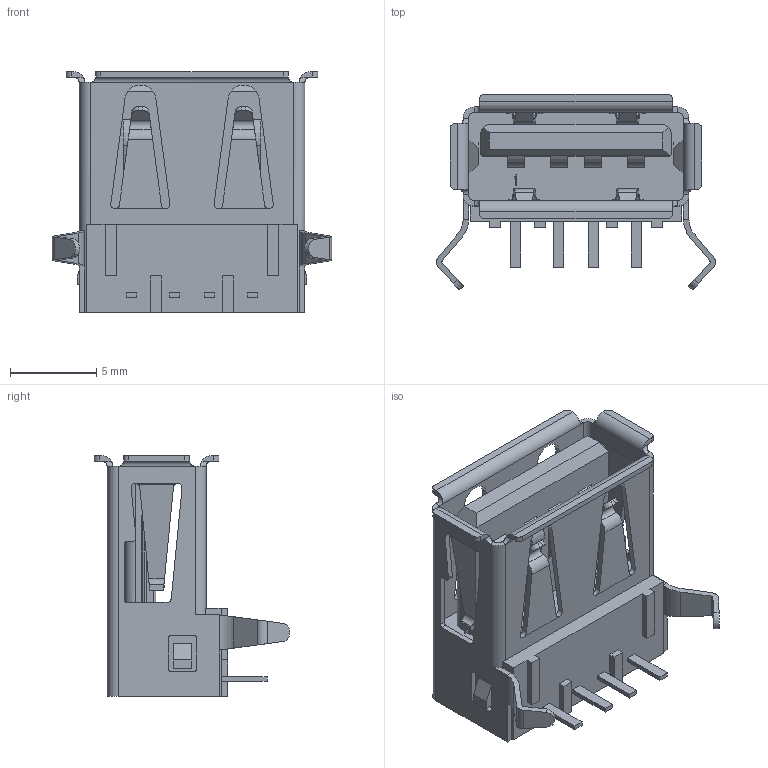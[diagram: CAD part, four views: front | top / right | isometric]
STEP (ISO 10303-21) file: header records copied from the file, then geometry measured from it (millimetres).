
FILE_DESCRIPTION((''),'2;1');
FILE_NAME('C-292303-2','2017-07-20T',('workeradm'),('Tyco Electronics Ltd.'),'CREO PARAMETRIC BY PTC INC, 2016050','CREO PARAMETRIC BY PTC INC, 2016050','');
FILE_SCHEMA(('AUTOMOTIVE_DESIGN { 1 0 10303 214 1 1 1 1 }'));
Length unit declared in the file: millimetre
Products named in the file (1): C-292303-2
Bounding box: 16.23 x 11.37 x 14 mm (x, y, z)
Volume: 710.9 mm3; surface area: 1294.1 mm2
Topology: 1 solids, 1 shells, 339 faces, 921 edges, 598 vertices
Faces by surface type: plane 215, cylinder 118, bspline 6
Entity records: 11966 total; most frequent: CARTESIAN_POINT 3403, ORIENTED_EDGE 1842, DIRECTION 1579, EDGE_CURVE 921, VECTOR 649, LINE 649, VERTEX_POINT 598, AXIS2_PLACEMENT_3D 465
